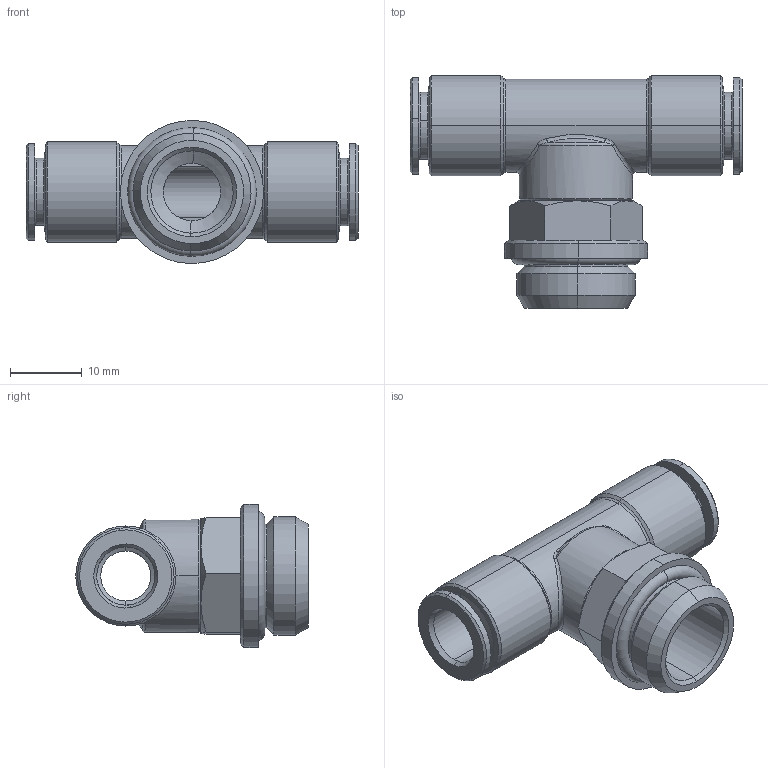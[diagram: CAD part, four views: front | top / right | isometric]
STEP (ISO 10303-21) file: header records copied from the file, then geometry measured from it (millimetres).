
FILE_DESCRIPTION (( 'STEP AP203' ), '1' );
FILE_NAME ('A0110043.STEP', '2009-03-10T09:30:11', ( 'UT1' ), ( 'sopra-pneumatic' ), 'SwSTEP 2.0', 'SolidWorks 2009', '' );
FILE_SCHEMA (( 'CONFIG_CONTROL_DESIGN' ));
Length unit declared in the file: millimetre
Products named in the file (1): A0110043
Bounding box: 46.4 x 32.5 x 19.99 mm (x, y, z)
Volume: 6808.5 mm3; surface area: 5520.7 mm2
Topology: 1 solids, 1 shells, 115 faces, 246 edges, 140 vertices
Faces by surface type: cone 48, cylinder 33, plane 18, torus 8, bspline 8
Entity records: 3757 total; most frequent: CARTESIAN_POINT 1200, DIRECTION 556, ORIENTED_EDGE 492, EDGE_CURVE 246, AXIS2_PLACEMENT_3D 234, VERTEX_POINT 140, CIRCLE 126, EDGE_LOOP 126
